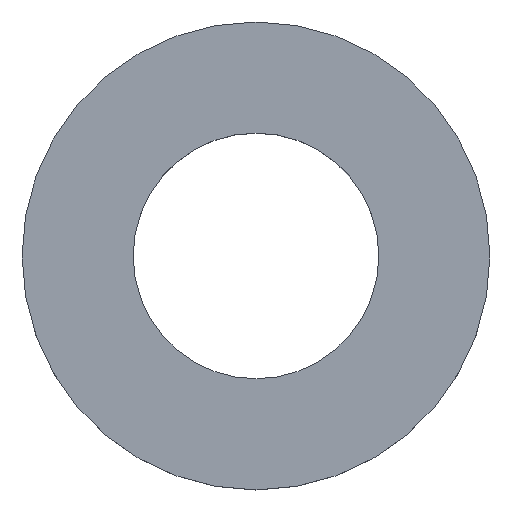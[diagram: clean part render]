
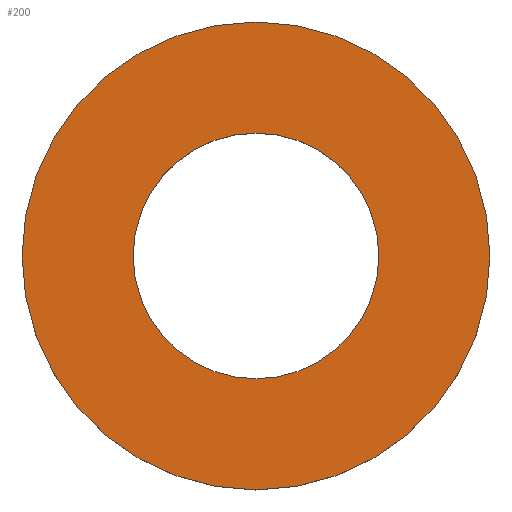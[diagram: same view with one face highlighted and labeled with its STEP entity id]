
A CAD part, top view. The second image highlights one B-rep face of the part: STEP entity #200.
In plain terms, the highlighted planar face has unit normal (0, 0, 1).
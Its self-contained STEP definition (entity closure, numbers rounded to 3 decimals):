
#4 = CARTESIAN_POINT ( 'NONE',  ( 0., 0., 1.8 ) ) ;
#5 = CARTESIAN_POINT ( 'NONE',  ( -4.2, 0., 1.8 ) ) ;
#7 = DIRECTION ( 'NONE',  ( 0., 0., 1. ) ) ;
#11 = DIRECTION ( 'NONE',  ( 1., 0., 0. ) ) ;
#13 = DIRECTION ( 'NONE',  ( 0., 0., 1. ) ) ;
#22 = CARTESIAN_POINT ( 'NONE',  ( -8., 0., 1.8 ) ) ;
#33 = DIRECTION ( 'NONE',  ( 0., 0., 1. ) ) ;
#36 = DIRECTION ( 'NONE',  ( 0., 0., 1. ) ) ;
#38 = CARTESIAN_POINT ( 'NONE',  ( 4.2, 0., 1.8 ) ) ;
#39 = VERTEX_POINT ( 'NONE', #60 ) ;
#41 = DIRECTION ( 'NONE',  ( 1., 0., 0. ) ) ;
#43 = VERTEX_POINT ( 'NONE', #22 ) ;
#44 = DIRECTION ( 'NONE',  ( 1., 0., 0. ) ) ;
#45 = VERTEX_POINT ( 'NONE', #5 ) ;
#47 = VERTEX_POINT ( 'NONE', #38 ) ;
#55 = DIRECTION ( 'NONE',  ( 1., 0., 0. ) ) ;
#56 = CARTESIAN_POINT ( 'NONE',  ( 0., 0., 1.8 ) ) ;
#60 = CARTESIAN_POINT ( 'NONE',  ( 8., 0., 1.8 ) ) ;
#62 = PLANE ( 'NONE',  #244 ) ;
#68 = DIRECTION ( 'NONE',  ( 0., 0., 1. ) ) ;
#71 = CARTESIAN_POINT ( 'NONE',  ( 0., 0., 1.8 ) ) ;
#78 = DIRECTION ( 'NONE',  ( 1., 0., 0. ) ) ;
#80 = CARTESIAN_POINT ( 'NONE',  ( 0., 0., 1.8 ) ) ;
#83 = CARTESIAN_POINT ( 'NONE',  ( 0., 0., 1.8 ) ) ;
#98 = EDGE_LOOP ( 'NONE', ( #122, #191 ) ) ;
#100 = CIRCLE ( 'NONE', #237, 8. ) ;
#103 = ORIENTED_EDGE ( 'NONE', *, *, #224, .F. ) ;
#107 = ORIENTED_EDGE ( 'NONE', *, *, #231, .F. ) ;
#114 = CIRCLE ( 'NONE', #245, 4.2 ) ;
#122 = ORIENTED_EDGE ( 'NONE', *, *, #236, .T. ) ;
#142 = EDGE_LOOP ( 'NONE', ( #107, #103 ) ) ;
#143 = CIRCLE ( 'NONE', #235, 8. ) ;
#149 = FACE_BOUND ( 'NONE', #142, .T. ) ;
#166 = FACE_OUTER_BOUND ( 'NONE', #98, .T. ) ;
#181 = CIRCLE ( 'NONE', #247, 4.2 ) ;
#191 = ORIENTED_EDGE ( 'NONE', *, *, #226, .T. ) ;
#200 = ADVANCED_FACE ( 'NONE', ( #166, #149 ), #62, .T. ) ;
#224 = EDGE_CURVE ( 'NONE', #47, #45, #114, .T. ) ;
#226 = EDGE_CURVE ( 'NONE', #39, #43, #100, .T. ) ;
#231 = EDGE_CURVE ( 'NONE', #45, #47, #181, .T. ) ;
#235 = AXIS2_PLACEMENT_3D ( 'NONE', #4, #33, #78 ) ;
#236 = EDGE_CURVE ( 'NONE', #43, #39, #143, .T. ) ;
#237 = AXIS2_PLACEMENT_3D ( 'NONE', #80, #7, #44 ) ;
#244 = AXIS2_PLACEMENT_3D ( 'NONE', #56, #13, #11 ) ;
#245 = AXIS2_PLACEMENT_3D ( 'NONE', #71, #68, #55 ) ;
#247 = AXIS2_PLACEMENT_3D ( 'NONE', #83, #36, #41 ) ;
